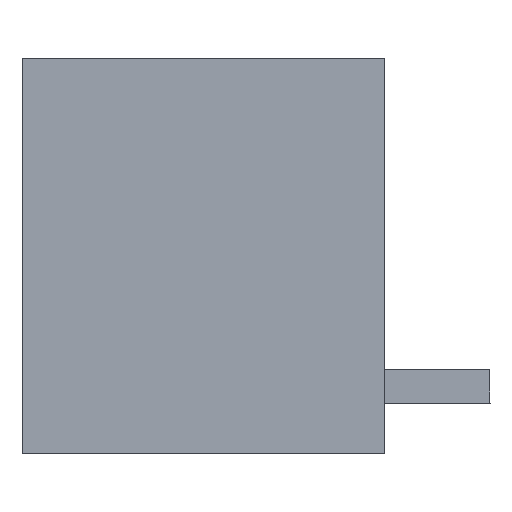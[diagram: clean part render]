
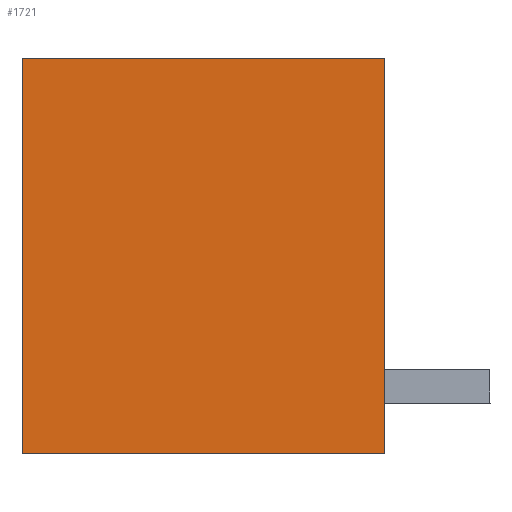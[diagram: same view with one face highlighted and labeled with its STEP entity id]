
A CAD part, left-side view. The second image highlights one B-rep face of the part: STEP entity #1721.
In plain terms, the highlighted planar face has unit normal (-1, 0, 0).
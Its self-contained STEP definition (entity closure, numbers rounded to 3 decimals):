
#1708=AXIS2_PLACEMENT_3D('Plane Axis2P3D',#1705,#1706,#1707) ;
#244=CARTESIAN_POINT('Vertex',(0.,3.2,0.)) ;
#247=CARTESIAN_POINT('Line Origine',(0.,8.7,0.)) ;
#251=CARTESIAN_POINT('Vertex',(0.,14.2,0.)) ;
#1143=CARTESIAN_POINT('Line Origine',(0.,8.7,12.)) ;
#1147=CARTESIAN_POINT('Vertex',(0.,3.2,12.)) ;
#1149=CARTESIAN_POINT('Vertex',(0.,14.2,12.)) ;
#1693=CARTESIAN_POINT('Line Origine',(0.,3.2,6.)) ;
#1705=CARTESIAN_POINT('Axis2P3D Location',(0.,1.7,0.)) ;
#1710=CARTESIAN_POINT('Line Origine',(0.,14.2,6.)) ;
#248=DIRECTION('Vector Direction',(0.,-1.,0.)) ;
#1144=DIRECTION('Vector Direction',(0.,1.,0.)) ;
#1694=DIRECTION('Vector Direction',(0.,0.,-1.)) ;
#1706=DIRECTION('Axis2P3D Direction',(-1.,0.,0.)) ;
#1707=DIRECTION('Axis2P3D XDirection',(0.,0.,1.)) ;
#1711=DIRECTION('Vector Direction',(0.,0.,1.)) ;
#249=VECTOR('Line Direction',#248,1.) ;
#1145=VECTOR('Line Direction',#1144,1.) ;
#1695=VECTOR('Line Direction',#1694,1.) ;
#1712=VECTOR('Line Direction',#1711,1.) ;
#1716=ORIENTED_EDGE('',*,*,#253,.T.) ;
#1717=ORIENTED_EDGE('',*,*,#1697,.T.) ;
#1718=ORIENTED_EDGE('',*,*,#1151,.T.) ;
#1719=ORIENTED_EDGE('',*,*,#1714,.T.) ;
#1721=ADVANCED_FACE('HOUSING',(#1720),#1709,.T.) ;
#253=EDGE_CURVE('',#252,#245,#250,.T.) ;
#1151=EDGE_CURVE('',#1148,#1150,#1146,.T.) ;
#1697=EDGE_CURVE('',#245,#1148,#1696,.F.) ;
#1714=EDGE_CURVE('',#1150,#252,#1713,.F.) ;
#1715=EDGE_LOOP('',(#1716,#1717,#1718,#1719)) ;
#1720=FACE_OUTER_BOUND('',#1715,.T.) ;
#250=LINE('Line',#247,#249) ;
#1146=LINE('Line',#1143,#1145) ;
#1696=LINE('Line',#1693,#1695) ;
#1713=LINE('Line',#1710,#1712) ;
#1709=PLANE('',#1708) ;
#245=VERTEX_POINT('',#244) ;
#252=VERTEX_POINT('',#251) ;
#1148=VERTEX_POINT('',#1147) ;
#1150=VERTEX_POINT('',#1149) ;
